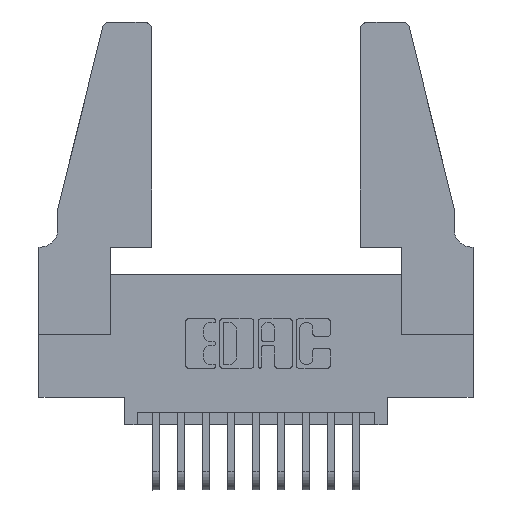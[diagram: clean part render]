
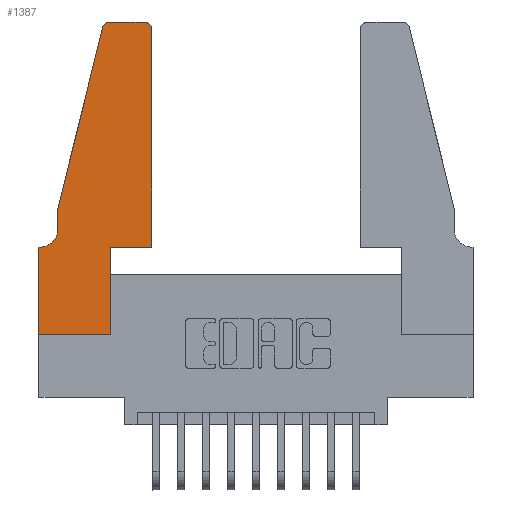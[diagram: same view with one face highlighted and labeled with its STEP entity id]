
A CAD part, top view. The second image highlights one B-rep face of the part: STEP entity #1387.
In plain terms, the highlighted planar face has unit normal (0, 0, 1).
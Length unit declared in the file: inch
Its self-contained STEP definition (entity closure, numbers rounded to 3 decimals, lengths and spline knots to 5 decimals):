
#382 = LINE ( 'NONE', #1192, #6066 ) ;
#446 = EDGE_CURVE ( 'NONE', #12998, #1811, #2791, .T. ) ;
#510 = VECTOR ( 'NONE', #6946, 39.37008 ) ;
#529 = FACE_OUTER_BOUND ( 'NONE', #9540, .T. ) ;
#548 = VECTOR ( 'NONE', #1684, 39.37008 ) ;
#711 = ORIENTED_EDGE ( 'NONE', *, *, #9290, .T. ) ;
#1142 = ORIENTED_EDGE ( 'NONE', *, *, #3528, .T. ) ;
#1192 = CARTESIAN_POINT ( 'NONE',  ( 0.0755, 0.35, 0.37 ) ) ;
#1226 = ORIENTED_EDGE ( 'NONE', *, *, #2746, .T. ) ;
#1387 = ADVANCED_FACE ( 'NONE', ( #529 ), #10144, .T. ) ;
#1684 = DIRECTION ( 'NONE',  ( 0., -1., 0. ) ) ;
#1731 = CARTESIAN_POINT ( 'NONE',  ( 0., 0., 0.37 ) ) ;
#1811 = VERTEX_POINT ( 'NONE', #9008 ) ;
#2076 = ORIENTED_EDGE ( 'NONE', *, *, #446, .T. ) ;
#2127 = ORIENTED_EDGE ( 'NONE', *, *, #2705, .T. ) ;
#2166 = VERTEX_POINT ( 'NONE', #1731 ) ;
#2294 = DIRECTION ( 'NONE',  ( -1., 0., 0. ) ) ;
#2382 = DIRECTION ( 'NONE',  ( 0., -1., 0. ) ) ;
#2389 = VERTEX_POINT ( 'NONE', #12054 ) ;
#2430 = ORIENTED_EDGE ( 'NONE', *, *, #3248, .T. ) ;
#2465 = ORIENTED_EDGE ( 'NONE', *, *, #12081, .T. ) ;
#2513 = LINE ( 'NONE', #4616, #8389 ) ;
#2536 = DIRECTION ( 'NONE',  ( -1., 0., 0. ) ) ;
#2705 = EDGE_CURVE ( 'NONE', #1811, #5785, #11650, .T. ) ;
#2723 = LINE ( 'NONE', #11791, #8239 ) ;
#2746 = EDGE_CURVE ( 'NONE', #9510, #9921, #8114, .T. ) ;
#2784 = CARTESIAN_POINT ( 'NONE',  ( 0.2605, 1.25, 0.37 ) ) ;
#2791 = LINE ( 'NONE', #7196, #510 ) ;
#2889 = EDGE_CURVE ( 'NONE', #9921, #11013, #10574, .T. ) ;
#3059 = EDGE_CURVE ( 'NONE', #6645, #7554, #11337, .T. ) ;
#3248 = EDGE_CURVE ( 'NONE', #5785, #9510, #8556, .T. ) ;
#3323 = DIRECTION ( 'NONE',  ( 0., 1., 0. ) ) ;
#3418 = CARTESIAN_POINT ( 'NONE',  ( 0.4505, 0.35, 0.37 ) ) ;
#3478 = CARTESIAN_POINT ( 'NONE',  ( 0.4205, 1.22, 0.37 ) ) ;
#3528 = EDGE_CURVE ( 'NONE', #2389, #12998, #7663, .T. ) ;
#3562 = LINE ( 'NONE', #10234, #548 ) ;
#3816 = CARTESIAN_POINT ( 'NONE',  ( 0.284, 1.22, 0.37 ) ) ;
#4236 = EDGE_CURVE ( 'NONE', #2166, #2389, #2723, .T. ) ;
#4562 = AXIS2_PLACEMENT_3D ( 'NONE', #11407, #5288, #12379 ) ;
#4616 = CARTESIAN_POINT ( 'NONE',  ( 0.0755, 0.5, 0.37 ) ) ;
#4642 = DIRECTION ( 'NONE',  ( 1., 0., 0. ) ) ;
#4920 = VECTOR ( 'NONE', #2536, 39.37008 ) ;
#4952 = DIRECTION ( 'NONE',  ( 1., 0., 0. ) ) ;
#5288 = DIRECTION ( 'NONE',  ( 0., 0., -1. ) ) ;
#5562 = AXIS2_PLACEMENT_3D ( 'NONE', #9849, #9567, #9551 ) ;
#5677 = CARTESIAN_POINT ( 'NONE',  ( 0.284, 1.25, 0.37 ) ) ;
#5711 = EDGE_CURVE ( 'NONE', #7554, #7131, #382, .T. ) ;
#5785 = VERTEX_POINT ( 'NONE', #12876 ) ;
#6066 = VECTOR ( 'NONE', #2294, 39.37008 ) ;
#6071 = ORIENTED_EDGE ( 'NONE', *, *, #3059, .T. ) ;
#6241 = EDGE_CURVE ( 'NONE', #7131, #2166, #12292, .T. ) ;
#6304 = CARTESIAN_POINT ( 'NONE',  ( 0.2865, 0.35, 0.37 ) ) ;
#6355 = AXIS2_PLACEMENT_3D ( 'NONE', #3816, #11119, #4952 ) ;
#6458 = ORIENTED_EDGE ( 'NONE', *, *, #6241, .T. ) ;
#6538 = AXIS2_PLACEMENT_3D ( 'NONE', #3478, #10839, #4642 ) ;
#6645 = VERTEX_POINT ( 'NONE', #10559 ) ;
#6946 = DIRECTION ( 'NONE',  ( 1., 0., 0. ) ) ;
#6966 = CARTESIAN_POINT ( 'NONE',  ( 0.25487, 1.22718, 0.37 ) ) ;
#7131 = VERTEX_POINT ( 'NONE', #9562 ) ;
#7196 = CARTESIAN_POINT ( 'NONE',  ( 0.4505, 0.35, 0.37 ) ) ;
#7286 = ORIENTED_EDGE ( 'NONE', *, *, #5711, .T. ) ;
#7403 = CARTESIAN_POINT ( 'NONE',  ( 0.2865, 0.35, 0.37 ) ) ;
#7405 = DIRECTION ( 'NONE',  ( 0., 1., 0. ) ) ;
#7554 = VERTEX_POINT ( 'NONE', #8293 ) ;
#7663 = LINE ( 'NONE', #6304, #12561 ) ;
#8114 = LINE ( 'NONE', #2784, #4920 ) ;
#8239 = VECTOR ( 'NONE', #12771, 39.37008 ) ;
#8293 = CARTESIAN_POINT ( 'NONE',  ( 0.0055, 0.35, 0.37 ) ) ;
#8389 = VECTOR ( 'NONE', #11797, 39.37008 ) ;
#8556 = CIRCLE ( 'NONE', #6538, 0.03 ) ;
#8780 = ORIENTED_EDGE ( 'NONE', *, *, #2889, .T. ) ;
#9008 = CARTESIAN_POINT ( 'NONE',  ( 0.4505, 0.35, 0.37 ) ) ;
#9290 = EDGE_CURVE ( 'NONE', #11013, #10096, #2513, .T. ) ;
#9510 = VERTEX_POINT ( 'NONE', #12040 ) ;
#9540 = EDGE_LOOP ( 'NONE', ( #1226, #8780, #711, #2465, #6071, #7286, #6458, #11074, #1142, #2076, #2127, #2430 ) ) ;
#9551 = DIRECTION ( 'NONE',  ( 1., 0., 0. ) ) ;
#9562 = CARTESIAN_POINT ( 'NONE',  ( 0., 0.35, 0.37 ) ) ;
#9567 = DIRECTION ( 'NONE',  ( 0., 0., 1. ) ) ;
#9849 = CARTESIAN_POINT ( 'NONE',  ( 0., 0.35, 0.37 ) ) ;
#9905 = CARTESIAN_POINT ( 'NONE',  ( 0., 0., 0.37 ) ) ;
#9921 = VERTEX_POINT ( 'NONE', #5677 ) ;
#9982 = VECTOR ( 'NONE', #2382, 39.37008 ) ;
#10096 = VERTEX_POINT ( 'NONE', #10975 ) ;
#10144 = PLANE ( 'NONE',  #5562 ) ;
#10234 = CARTESIAN_POINT ( 'NONE',  ( 0.0755, 0.5, 0.37 ) ) ;
#10559 = CARTESIAN_POINT ( 'NONE',  ( 0.0755, 0.42, 0.37 ) ) ;
#10574 = CIRCLE ( 'NONE', #6355, 0.03 ) ;
#10733 = VECTOR ( 'NONE', #3323, 39.37008 ) ;
#10839 = DIRECTION ( 'NONE',  ( 0., 0., 1. ) ) ;
#10975 = CARTESIAN_POINT ( 'NONE',  ( 0.0755, 0.5, 0.37 ) ) ;
#11013 = VERTEX_POINT ( 'NONE', #6966 ) ;
#11074 = ORIENTED_EDGE ( 'NONE', *, *, #4236, .T. ) ;
#11119 = DIRECTION ( 'NONE',  ( 0., 0., 1. ) ) ;
#11337 = CIRCLE ( 'NONE', #4562, 0.07 ) ;
#11407 = CARTESIAN_POINT ( 'NONE',  ( 0.0055, 0.42, 0.37 ) ) ;
#11650 = LINE ( 'NONE', #3418, #10733 ) ;
#11791 = CARTESIAN_POINT ( 'NONE',  ( 0., 0., 0.37 ) ) ;
#11797 = DIRECTION ( 'NONE',  ( -0.239, -0.971, 0. ) ) ;
#12040 = CARTESIAN_POINT ( 'NONE',  ( 0.4205, 1.25, 0.37 ) ) ;
#12054 = CARTESIAN_POINT ( 'NONE',  ( 0.2865, 0., 0.37 ) ) ;
#12081 = EDGE_CURVE ( 'NONE', #10096, #6645, #3562, .T. ) ;
#12292 = LINE ( 'NONE', #9905, #9982 ) ;
#12379 = DIRECTION ( 'NONE',  ( -1., 0., 0. ) ) ;
#12561 = VECTOR ( 'NONE', #7405, 39.37008 ) ;
#12771 = DIRECTION ( 'NONE',  ( 1., 0., 0. ) ) ;
#12876 = CARTESIAN_POINT ( 'NONE',  ( 0.4505, 1.22, 0.37 ) ) ;
#12998 = VERTEX_POINT ( 'NONE', #7403 ) ;
